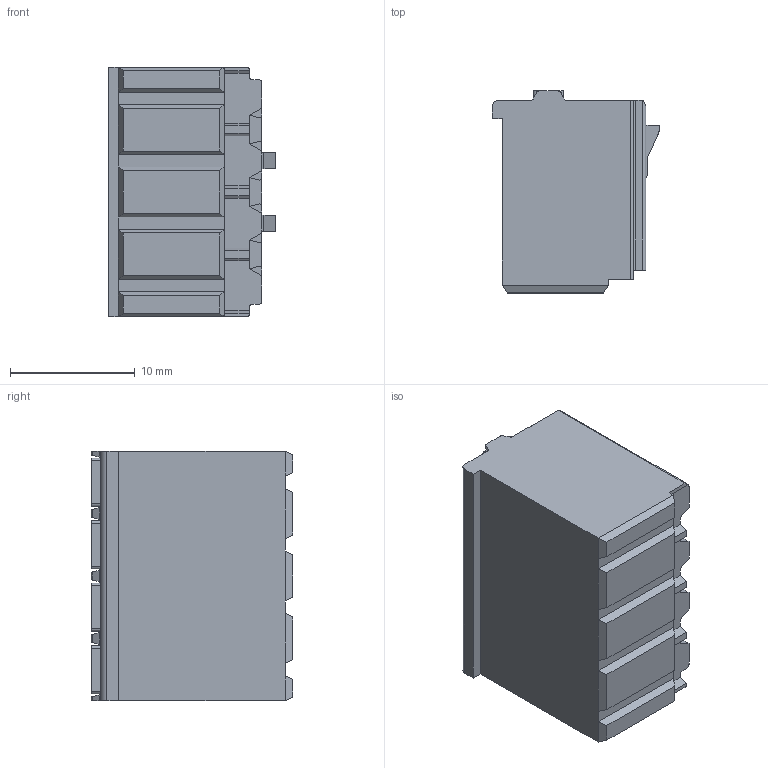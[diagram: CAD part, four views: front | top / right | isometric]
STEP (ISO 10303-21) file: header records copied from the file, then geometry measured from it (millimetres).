
FILE_DESCRIPTION( ( 'STEP AP203' ), '1' );
FILE_NAME( '2092-1124.stp', '2021-09-05T12:48:52', ( 'License CC BY-ND 4.0' ), ( 'CADENAS' ), ' ', 'PARTsolutions', ' ' );
FILE_SCHEMA( ( 'CONFIG_CONTROL_DESIGN' ) );
Length unit declared in the file: millimetre
Products named in the file (1): _2092-1124
Bounding box: 13.4 x 16.15 x 20 mm (x, y, z)
Volume: 3231.2 mm3; surface area: 1757.1 mm2
Topology: 1 solids, 1 shells, 275 faces, 732 edges, 475 vertices
Faces by surface type: plane 196, cylinder 71, cone 8
Full cylindrical faces by diameter (mm): 4.4 x4
Entity records: 8458 total; most frequent: CARTESIAN_POINT 1471, ORIENTED_EDGE 1440, DIRECTION 1432, EDGE_CURVE 720, LINE 560, VECTOR 560, VERTEX_POINT 475, AXIS2_PLACEMENT_3D 436
